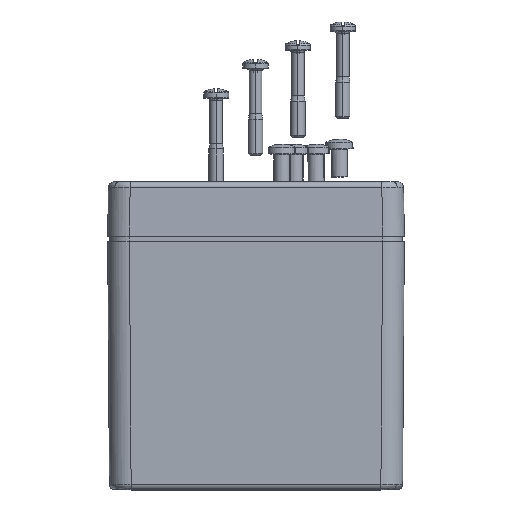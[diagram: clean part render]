
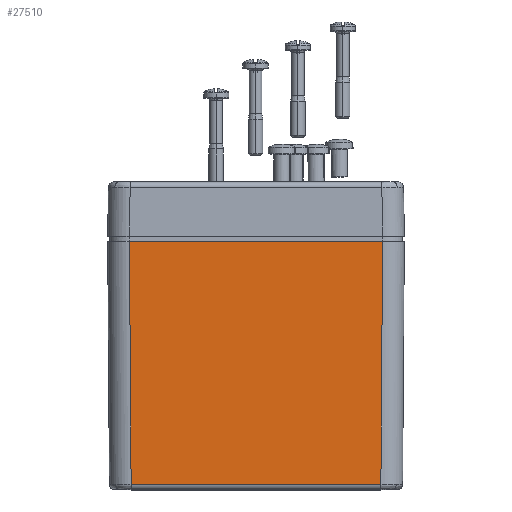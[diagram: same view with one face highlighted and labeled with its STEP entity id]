
A CAD part, top view. The second image highlights one B-rep face of the part: STEP entity #27510.
In plain terms, the highlighted planar face has unit normal (0, -0.007, 1).
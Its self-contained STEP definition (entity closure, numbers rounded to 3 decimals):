
#13988 = CARTESIAN_POINT ( 'NONE',  ( -34.511, -70.01, 39.511 ) ) ;
#15653 = CARTESIAN_POINT ( 'NONE',  ( -34.979, -3., 39.979 ) ) ;
#15694 = CARTESIAN_POINT ( 'NONE',  ( 34.979, -3., 39.979 ) ) ;
#15723 = DIRECTION ( 'NONE',  ( -1., 0., 0. ) ) ;
#15725 = VECTOR ( 'NONE', #15723, 1000. ) ;
#15726 = CARTESIAN_POINT ( 'NONE',  ( -41., -3., 39.979 ) ) ;
#15728 = LINE ( 'NONE', #15726, #15725 ) ;
#23771 = EDGE_CURVE ( 'NONE', #34729, #23820, #37393, .T. ) ;
#23820 = VERTEX_POINT ( 'NONE', #37406 ) ;
#25960 = EDGE_LOOP ( 'NONE', ( #27387, #26738, #26538, #26744 ) ) ;
#26538 = ORIENTED_EDGE ( 'NONE', *, *, #26541, .T. ) ;
#26541 = EDGE_CURVE ( 'NONE', #35283, #34729, #37996, .T. ) ;
#26738 = ORIENTED_EDGE ( 'NONE', *, *, #35299, .T. ) ;
#26744 = ORIENTED_EDGE ( 'NONE', *, *, #23771, .T. ) ;
#27387 = ORIENTED_EDGE ( 'NONE', *, *, #27416, .T. ) ;
#27416 = EDGE_CURVE ( 'NONE', #23820, #35293, #38135, .T. ) ;
#27510 = ADVANCED_FACE ( 'NONE', ( #38194 ), #38193, .T. ) ;
#34729 = VERTEX_POINT ( 'NONE', #13988 ) ;
#35283 = VERTEX_POINT ( 'NONE', #15653 ) ;
#35293 = VERTEX_POINT ( 'NONE', #15694 ) ;
#35299 = EDGE_CURVE ( 'NONE', #35293, #35283, #15728, .T. ) ;
#37390 = DIRECTION ( 'NONE',  ( 1., 0., 0. ) ) ;
#37391 = VECTOR ( 'NONE', #37390, 1000. ) ;
#37392 = CARTESIAN_POINT ( 'NONE',  ( -41., -70.01, 39.511 ) ) ;
#37393 = LINE ( 'NONE', #37392, #37391 ) ;
#37406 = CARTESIAN_POINT ( 'NONE',  ( 34.511, -70.01, 39.511 ) ) ;
#37990 = DIRECTION ( 'NONE',  ( 0.007, -1., -0.007 ) ) ;
#37991 = VECTOR ( 'NONE', #37990, 1000. ) ;
#37992 = CARTESIAN_POINT ( 'NONE',  ( -35., 0.042, 40. ) ) ;
#37996 = LINE ( 'NONE', #37992, #37991 ) ;
#38132 = DIRECTION ( 'NONE',  ( 0.007, 1., 0.007 ) ) ;
#38133 = VECTOR ( 'NONE', #38132, 1000. ) ;
#38134 = CARTESIAN_POINT ( 'NONE',  ( 34.996, -0.531, 39.996 ) ) ;
#38135 = LINE ( 'NONE', #38134, #38133 ) ;
#38187 = DIRECTION ( 'NONE',  ( 0., -1., -0.007 ) ) ;
#38188 = DIRECTION ( 'NONE',  ( 0., -0.007, 1. ) ) ;
#38189 = AXIS2_PLACEMENT_3D ( 'NONE', #38192, #38188, #38187 ) ;
#38192 = CARTESIAN_POINT ( 'NONE',  ( -41., 0., 40. ) ) ;
#38193 = PLANE ( 'NONE',  #38189 ) ;
#38194 = FACE_OUTER_BOUND ( 'NONE', #25960, .T. ) ;
